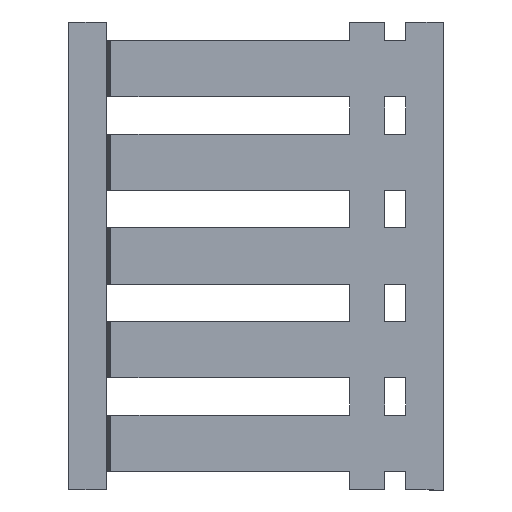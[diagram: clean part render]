
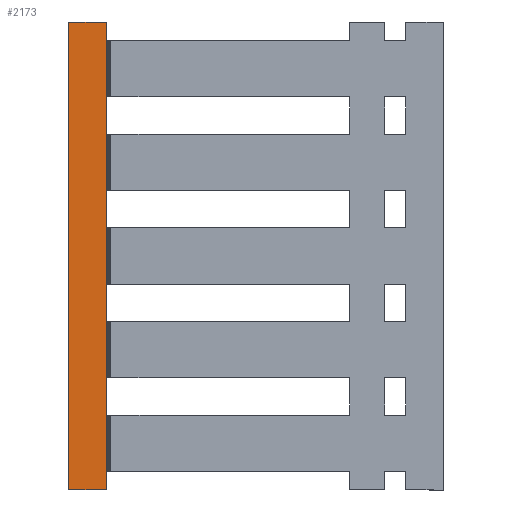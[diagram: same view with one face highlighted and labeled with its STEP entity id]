
A CAD part, left-side view. The second image highlights one B-rep face of the part: STEP entity #2173.
In plain terms, the highlighted planar face has unit normal (-1, 0, 0).
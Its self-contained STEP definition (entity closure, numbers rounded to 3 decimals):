
#74 = EDGE_CURVE ( 'NONE', #3107, #675, #1449, .T. ) ;
#358 = VERTEX_POINT ( 'NONE', #4877 ) ;
#423 = LINE ( 'NONE', #5855, #5359 ) ;
#490 = FACE_OUTER_BOUND ( 'NONE', #505, .T. ) ;
#505 = EDGE_LOOP ( 'NONE', ( #636, #4419, #1803, #6577 ) ) ;
#636 = ORIENTED_EDGE ( 'NONE', *, *, #1275, .T. ) ;
#675 = VERTEX_POINT ( 'NONE', #1992 ) ;
#700 = VECTOR ( 'NONE', #2914, 1000. ) ;
#1275 = EDGE_CURVE ( 'NONE', #5109, #358, #3475, .T. ) ;
#1449 = LINE ( 'NONE', #4606, #700 ) ;
#1757 = CARTESIAN_POINT ( 'NONE',  ( -20., 80., -96.25 ) ) ;
#1803 = ORIENTED_EDGE ( 'NONE', *, *, #74, .T. ) ;
#1881 = CARTESIAN_POINT ( 'NONE',  ( -20., 72., 3.75 ) ) ;
#1992 = CARTESIAN_POINT ( 'NONE',  ( -20., 80., 3.75 ) ) ;
#2173 = ADVANCED_FACE ( 'NONE', ( #490 ), #3403, .T. ) ;
#2333 = VECTOR ( 'NONE', #3217, 1000. ) ;
#2571 = DIRECTION ( 'NONE',  ( 0., 0., 1. ) ) ;
#2640 = DIRECTION ( 'NONE',  ( 0., 0., 1. ) ) ;
#2914 = DIRECTION ( 'NONE',  ( 0., 1., 0. ) ) ;
#3107 = VERTEX_POINT ( 'NONE', #1881 ) ;
#3217 = DIRECTION ( 'NONE',  ( 0., 0., 1. ) ) ;
#3403 = PLANE ( 'NONE',  #6699 ) ;
#3475 = LINE ( 'NONE', #6238, #4409 ) ;
#4347 = LINE ( 'NONE', #6477, #2333 ) ;
#4409 = VECTOR ( 'NONE', #5105, 1000. ) ;
#4417 = EDGE_CURVE ( 'NONE', #5109, #675, #423, .T. ) ;
#4419 = ORIENTED_EDGE ( 'NONE', *, *, #6207, .T. ) ;
#4606 = CARTESIAN_POINT ( 'NONE',  ( -20., -20., 3.75 ) ) ;
#4808 = CARTESIAN_POINT ( 'NONE',  ( -20., 80., -96.25 ) ) ;
#4877 = CARTESIAN_POINT ( 'NONE',  ( -20., 72., -96.25 ) ) ;
#5105 = DIRECTION ( 'NONE',  ( 0., -1., 0. ) ) ;
#5109 = VERTEX_POINT ( 'NONE', #4808 ) ;
#5359 = VECTOR ( 'NONE', #2571, 1000. ) ;
#5563 = DIRECTION ( 'NONE',  ( -1., 0., 0. ) ) ;
#5855 = CARTESIAN_POINT ( 'NONE',  ( -20., 80., -96.25 ) ) ;
#6207 = EDGE_CURVE ( 'NONE', #358, #3107, #4347, .T. ) ;
#6238 = CARTESIAN_POINT ( 'NONE',  ( -20., 80., -96.25 ) ) ;
#6477 = CARTESIAN_POINT ( 'NONE',  ( -20., 72., -96.25 ) ) ;
#6577 = ORIENTED_EDGE ( 'NONE', *, *, #4417, .F. ) ;
#6699 = AXIS2_PLACEMENT_3D ( 'NONE', #1757, #5563, #2640 ) ;
